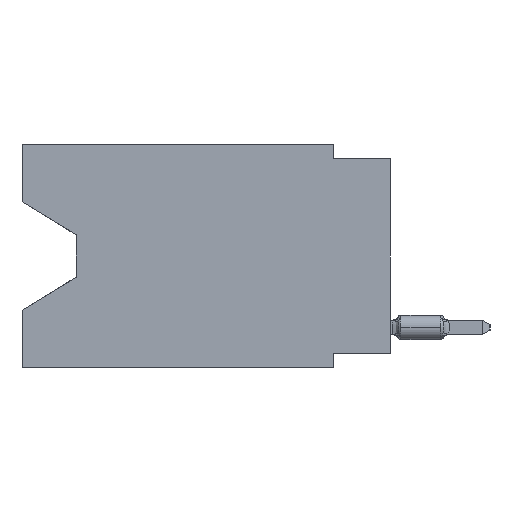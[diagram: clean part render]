
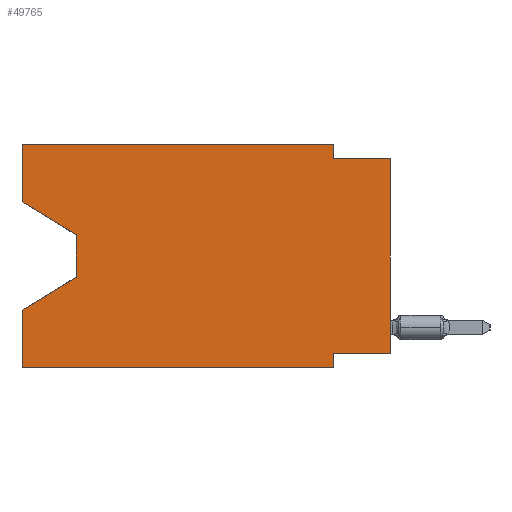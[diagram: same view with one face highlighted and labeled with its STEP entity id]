
A CAD part, left-side view. The second image highlights one B-rep face of the part: STEP entity #49765.
In plain terms, the highlighted planar face has unit normal (-1, 0, 0).
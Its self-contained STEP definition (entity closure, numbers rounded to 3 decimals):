
#803 = VECTOR ( 'NONE', #57933, 1000. ) ;
#1183 = LINE ( 'NONE', #11993, #1203 ) ;
#1203 = VECTOR ( 'NONE', #36252, 1000. ) ;
#2274 = EDGE_LOOP ( 'NONE', ( #14292, #8423, #10726, #7427, #8438, #56435, #50572, #34926, #19707, #30768, #64711, #2517 ) ) ;
#2292 = CARTESIAN_POINT ( 'NONE',  ( 0., 13.97, -4.013 ) ) ;
#2517 = ORIENTED_EDGE ( 'NONE', *, *, #19348, .F. ) ;
#3697 = DIRECTION ( 'NONE',  ( 0., 0., -1. ) ) ;
#3738 = LINE ( 'NONE', #22423, #51313 ) ;
#4199 = CARTESIAN_POINT ( 'NONE',  ( 0., 16.383, 0. ) ) ;
#5545 = VERTEX_POINT ( 'NONE', #64485 ) ;
#6766 = CARTESIAN_POINT ( 'NONE',  ( 0., 16.383, 0. ) ) ;
#7427 = ORIENTED_EDGE ( 'NONE', *, *, #29096, .F. ) ;
#8423 = ORIENTED_EDGE ( 'NONE', *, *, #64549, .T. ) ;
#8438 = ORIENTED_EDGE ( 'NONE', *, *, #50315, .T. ) ;
#9322 = DIRECTION ( 'NONE',  ( 0., -1., 0. ) ) ;
#9730 = VERTEX_POINT ( 'NONE', #40568 ) ;
#10388 = CARTESIAN_POINT ( 'NONE',  ( 0., 2.54, 0. ) ) ;
#10617 = VECTOR ( 'NONE', #49070, 1000. ) ;
#10726 = ORIENTED_EDGE ( 'NONE', *, *, #23994, .T. ) ;
#11270 = VECTOR ( 'NONE', #62055, 1000. ) ;
#11667 = LINE ( 'NONE', #6766, #19737 ) ;
#11940 = VERTEX_POINT ( 'NONE', #17471 ) ;
#11993 = CARTESIAN_POINT ( 'NONE',  ( 0., 2.54, 0. ) ) ;
#14292 = ORIENTED_EDGE ( 'NONE', *, *, #24216, .T. ) ;
#16840 = VERTEX_POINT ( 'NONE', #51929 ) ;
#17471 = CARTESIAN_POINT ( 'NONE',  ( 0., 16.383, 0. ) ) ;
#18296 = VERTEX_POINT ( 'NONE', #33570 ) ;
#18869 = LINE ( 'NONE', #49092, #54594 ) ;
#19348 = EDGE_CURVE ( 'NONE', #16840, #11940, #11667, .T. ) ;
#19707 = ORIENTED_EDGE ( 'NONE', *, *, #46006, .F. ) ;
#19737 = VECTOR ( 'NONE', #51689, 1000. ) ;
#19774 = VERTEX_POINT ( 'NONE', #62708 ) ;
#20467 = DIRECTION ( 'NONE',  ( 0., 1., 0. ) ) ;
#21257 = CARTESIAN_POINT ( 'NONE',  ( 0., 2.54, -9.906 ) ) ;
#21332 = VERTEX_POINT ( 'NONE', #55850 ) ;
#22423 = CARTESIAN_POINT ( 'NONE',  ( 0., 16.383, -9.906 ) ) ;
#23732 = CARTESIAN_POINT ( 'NONE',  ( 0., 0., -0.635 ) ) ;
#23994 = EDGE_CURVE ( 'NONE', #57708, #64661, #58900, .T. ) ;
#24006 = PLANE ( 'NONE',  #37633 ) ;
#24216 = EDGE_CURVE ( 'NONE', #16840, #51367, #42690, .T. ) ;
#24521 = VECTOR ( 'NONE', #20467, 1000. ) ;
#26837 = LINE ( 'NONE', #21257, #46548 ) ;
#28379 = CARTESIAN_POINT ( 'NONE',  ( 0., 13.97, -5.893 ) ) ;
#28785 = LINE ( 'NONE', #4199, #63925 ) ;
#29050 = DIRECTION ( 'NONE',  ( 0., 0., 1. ) ) ;
#29096 = EDGE_CURVE ( 'NONE', #19774, #64661, #28785, .T. ) ;
#29572 = CARTESIAN_POINT ( 'NONE',  ( 0., 16.383, 0. ) ) ;
#29994 = LINE ( 'NONE', #44770, #10617 ) ;
#30768 = ORIENTED_EDGE ( 'NONE', *, *, #41966, .F. ) ;
#33570 = CARTESIAN_POINT ( 'NONE',  ( 0., 2.54, -0.635 ) ) ;
#34926 = ORIENTED_EDGE ( 'NONE', *, *, #61590, .T. ) ;
#35680 = VERTEX_POINT ( 'NONE', #10388 ) ;
#36190 = VECTOR ( 'NONE', #52145, 1000. ) ;
#36252 = DIRECTION ( 'NONE',  ( 0., 0., -1. ) ) ;
#37633 = AXIS2_PLACEMENT_3D ( 'NONE', #29572, #54529, #3697 ) ;
#38566 = LINE ( 'NONE', #55280, #24521 ) ;
#38898 = CARTESIAN_POINT ( 'NONE',  ( 0., 13.97, -5.893 ) ) ;
#39499 = EDGE_CURVE ( 'NONE', #11940, #35680, #29994, .T. ) ;
#40568 = CARTESIAN_POINT ( 'NONE',  ( 0., 2.54, -9.271 ) ) ;
#41966 = EDGE_CURVE ( 'NONE', #35680, #18296, #1183, .T. ) ;
#42297 = LINE ( 'NONE', #2292, #36190 ) ;
#42690 = LINE ( 'NONE', #63335, #11270 ) ;
#43428 = LINE ( 'NONE', #23732, #60269 ) ;
#44770 = CARTESIAN_POINT ( 'NONE',  ( 0., 16.383, 0. ) ) ;
#45890 = DIRECTION ( 'NONE',  ( 0., 0., -1. ) ) ;
#46006 = EDGE_CURVE ( 'NONE', #18296, #21332, #43428, .T. ) ;
#46548 = VECTOR ( 'NONE', #45890, 1000. ) ;
#49070 = DIRECTION ( 'NONE',  ( 0., -1., 0. ) ) ;
#49092 = CARTESIAN_POINT ( 'NONE',  ( 0., 0., 0. ) ) ;
#49765 = ADVANCED_FACE ( 'NONE', ( #54844 ), #24006, .F. ) ;
#50315 = EDGE_CURVE ( 'NONE', #19774, #5545, #3738, .T. ) ;
#50483 = VERTEX_POINT ( 'NONE', #54571 ) ;
#50572 = ORIENTED_EDGE ( 'NONE', *, *, #63575, .F. ) ;
#51313 = VECTOR ( 'NONE', #62141, 1000. ) ;
#51367 = VERTEX_POINT ( 'NONE', #61842 ) ;
#51689 = DIRECTION ( 'NONE',  ( 0., 0., 1. ) ) ;
#51929 = CARTESIAN_POINT ( 'NONE',  ( 0., 16.383, -2.546 ) ) ;
#52145 = DIRECTION ( 'NONE',  ( 0., 0., -1. ) ) ;
#53426 = CARTESIAN_POINT ( 'NONE',  ( 0., 16.383, -7.36 ) ) ;
#54529 = DIRECTION ( 'NONE',  ( 1., 0., 0. ) ) ;
#54571 = CARTESIAN_POINT ( 'NONE',  ( 0., 0., -9.271 ) ) ;
#54594 = VECTOR ( 'NONE', #29050, 1000. ) ;
#54844 = FACE_OUTER_BOUND ( 'NONE', #2274, .T. ) ;
#55280 = CARTESIAN_POINT ( 'NONE',  ( 0., 0., -9.271 ) ) ;
#55850 = CARTESIAN_POINT ( 'NONE',  ( 0., 0., -0.635 ) ) ;
#55982 = EDGE_CURVE ( 'NONE', #9730, #5545, #26837, .T. ) ;
#56435 = ORIENTED_EDGE ( 'NONE', *, *, #55982, .F. ) ;
#57708 = VERTEX_POINT ( 'NONE', #28379 ) ;
#57933 = DIRECTION ( 'NONE',  ( 0., 0.855, -0.519 ) ) ;
#58320 = DIRECTION ( 'NONE',  ( 0., 0., 1. ) ) ;
#58900 = LINE ( 'NONE', #38898, #803 ) ;
#60269 = VECTOR ( 'NONE', #9322, 1000. ) ;
#61590 = EDGE_CURVE ( 'NONE', #50483, #21332, #18869, .T. ) ;
#61842 = CARTESIAN_POINT ( 'NONE',  ( 0., 13.97, -4.013 ) ) ;
#62055 = DIRECTION ( 'NONE',  ( 0., -0.855, -0.519 ) ) ;
#62141 = DIRECTION ( 'NONE',  ( 0., -1., 0. ) ) ;
#62708 = CARTESIAN_POINT ( 'NONE',  ( 0., 16.383, -9.906 ) ) ;
#63335 = CARTESIAN_POINT ( 'NONE',  ( 0., 16.383, -2.546 ) ) ;
#63575 = EDGE_CURVE ( 'NONE', #50483, #9730, #38566, .T. ) ;
#63925 = VECTOR ( 'NONE', #58320, 1000. ) ;
#64485 = CARTESIAN_POINT ( 'NONE',  ( 0., 2.54, -9.906 ) ) ;
#64549 = EDGE_CURVE ( 'NONE', #51367, #57708, #42297, .T. ) ;
#64661 = VERTEX_POINT ( 'NONE', #53426 ) ;
#64711 = ORIENTED_EDGE ( 'NONE', *, *, #39499, .F. ) ;
